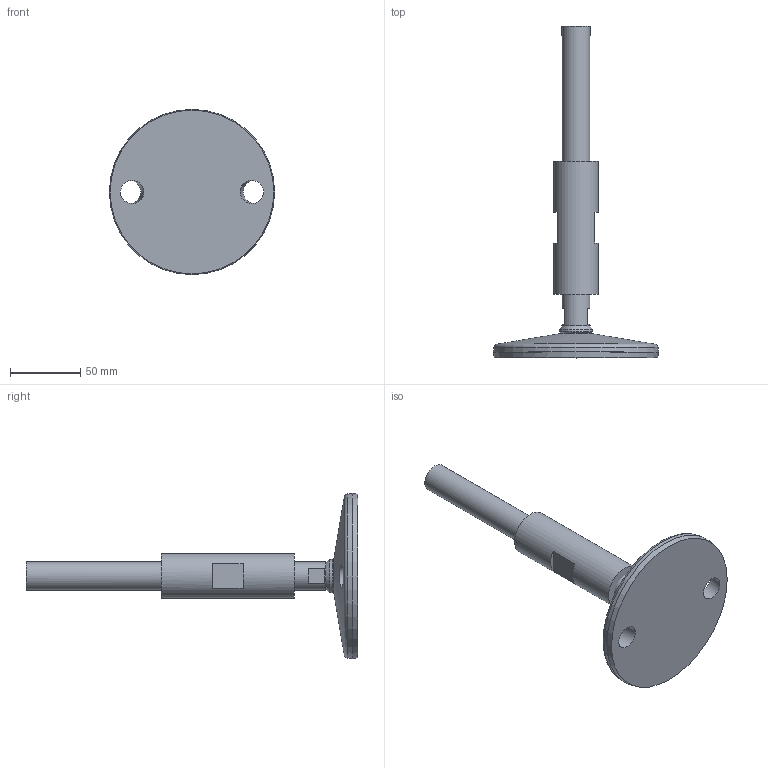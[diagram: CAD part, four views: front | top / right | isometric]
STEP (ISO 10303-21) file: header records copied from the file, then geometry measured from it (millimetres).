
FILE_DESCRIPTION (( 'STEP AP203' ), '1' );
FILE_NAME ('SEHSFx9 - SHSF119-3A-M20-L215-R19.STEP', '2024-09-20T07:44:27', ( '' ), ( '' ), 'SwSTEP 2.0', 'SolidWorks 2024', '' );
FILE_SCHEMA (( 'CONFIG_CONTROL_DESIGN' ));
Length unit declared in the file: millimetre
Products named in the file (1): SEHSFx9 - SHSF119-3A-M20-L215-R19
Bounding box: 118 x 237 x 118 mm (x, y, z)
Volume: 275936.3 mm3; surface area: 51119 mm2
Topology: 2 solids, 2 shells, 35 faces, 65 edges, 41 vertices
Faces by surface type: plane 18, cone 7, cylinder 5, torus 4, sphere 1
Full cylindrical faces by diameter (mm): 16.5 x2, 20 x1, 32 x1, 117.98 x1
Entity records: 1031 total; most frequent: CARTESIAN_POINT 308, DIRECTION 142, ORIENTED_EDGE 94, AXIS2_PLACEMENT_3D 63, EDGE_LOOP 62, EDGE_CURVE 47, FACE_OUTER_BOUND 45, VERTEX_POINT 39
